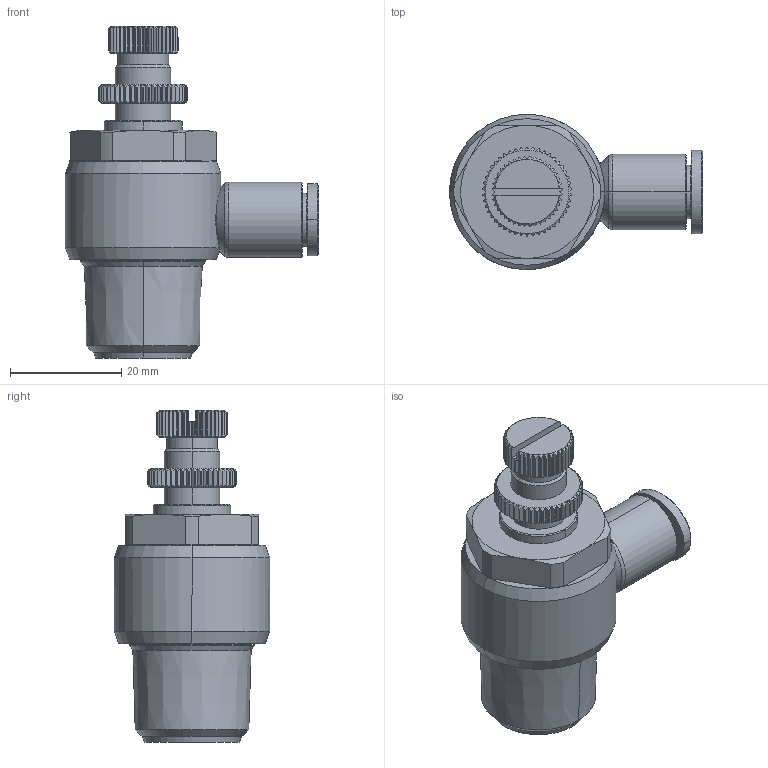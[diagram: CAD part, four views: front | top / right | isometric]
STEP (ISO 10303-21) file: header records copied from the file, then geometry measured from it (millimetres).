
FILE_DESCRIPTION((''),'2;1');
FILE_NAME('GNSE 0804(3D).stp','2012-12-17T11:35:52',(''),(''),'Mechanical Desktop.R8.0.24.0','Mechanical Desktop.R8.0.24.0',', , ');
FILE_SCHEMA(('CONFIG_CONTROL_DESIGN'));
Length unit declared in the file: millimetre
Products named in the file (2): GNSE 0804(3D); ºÎÇ°1
Assembly tree (1 placements, depth 2):
  GNSE 0804(3D)
    ºÎÇ°1
Bounding box: 45.6 x 28 x 59.8 mm (x, y, z)
Volume: 23109.4 mm3; surface area: 7402.5 mm2
Topology: 1 solids, 1 shells, 899 faces, 2382 edges, 1514 vertices
Faces by surface type: plane 531, cylinder 205, cone 130, bspline 31, torus 2
Entity records: 28635 total; most frequent: CARTESIAN_POINT 7449, ORIENTED_EDGE 4764, DIRECTION 4040, EDGE_CURVE 2382, VERTEX_POINT 1514, VECTOR 1414, LINE 1414, AXIS2_PLACEMENT_3D 1313
